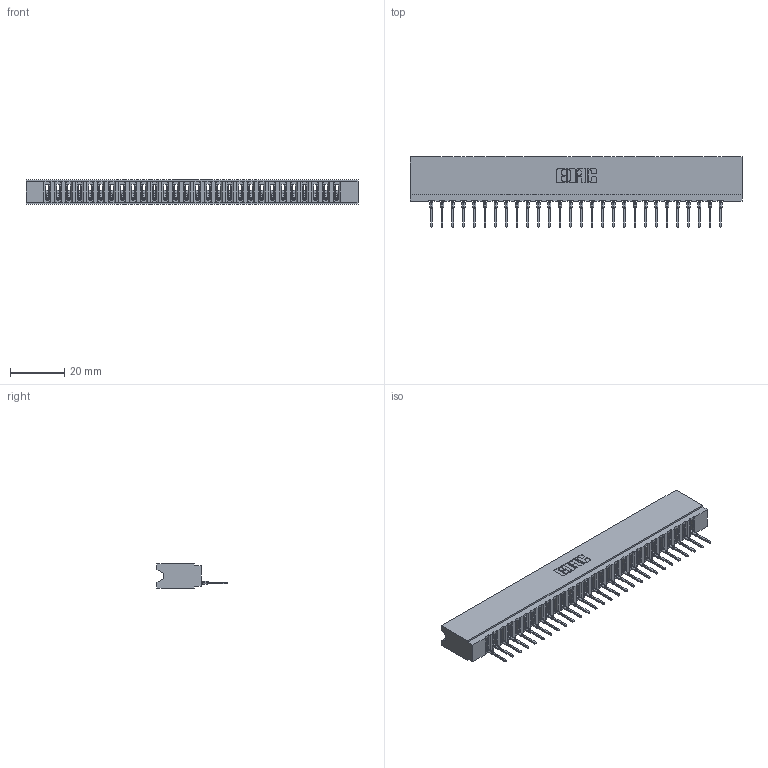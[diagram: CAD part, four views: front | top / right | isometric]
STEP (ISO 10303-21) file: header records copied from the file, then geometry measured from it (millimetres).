
FILE_DESCRIPTION (( 'STEP AP203' ), '1' );
FILE_NAME ('737-028-522-106.STEP', '2020-09-10T22:53:50', ( '' ), ( '' ), 'SwSTEP 2.0', 'SolidWorks 2020', '' );
FILE_SCHEMA (( 'CONFIG_CONTROL_DESIGN' ));
Length unit declared in the file: inch
Products named in the file (3): 737-028-522-106; 737 Part_Insulator Option - 06; 745-292-001_522
Assembly tree (29 placements, depth 2):
  737-028-522-106
    737 Part_Insulator Option - 06
    745-292-001_522  x28
Bounding box: 122.78 x 25.92 x 8.89 mm (x, y, z)
Volume: 11959.9 mm3; surface area: 15890.5 mm2
Topology: 29 solids, 29 shells, 3259 faces, 8965 edges, 5658 vertices
Faces by surface type: plane 1959, cylinder 572, bspline 560, torus 168
Entity records: 49071 total; most frequent: CARTESIAN_POINT 9152, ORIENTED_EDGE 8588, DIRECTION 7452, EDGE_CURVE 4294, VECTOR 3944, LINE 3944, VERTEX_POINT 2742, AXIS2_PLACEMENT_3D 1754
